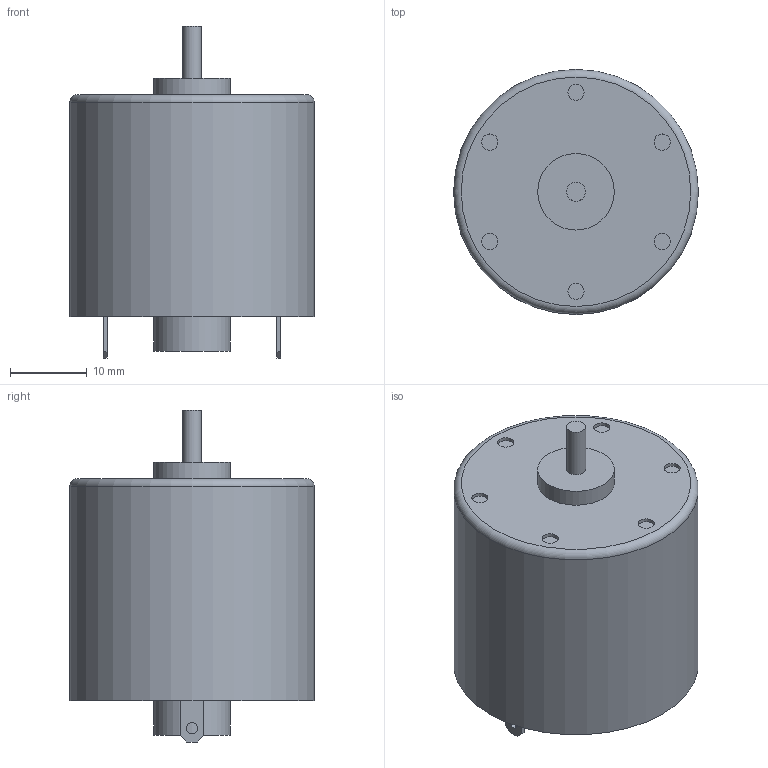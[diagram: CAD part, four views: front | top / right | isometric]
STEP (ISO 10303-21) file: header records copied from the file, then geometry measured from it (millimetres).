
FILE_DESCRIPTION( ( 'Unknown' ), '1' );
FILE_NAME( 'GR.stp', 'Unknown', ( 'Unknown' ), ( 'Unknown' ), 'PSStep 17.0.49', 'Unknown', ' ' );
FILE_SCHEMA( ( 'AUTOMOTIVE_DESIGN { 1 0 10303 214 1 1 1 1 }' ) );
Length unit declared in the file: millimetre
Products named in the file (1): 1
Bounding box: 32 x 32 x 43.4 mm (x, y, z)
Volume: 23865.8 mm3; surface area: 4831.9 mm2
Topology: 1 solids, 1 shells, 38 faces, 76 edges, 51 vertices
Faces by surface type: plane 25, cylinder 12, torus 1
Full cylindrical faces by diameter (mm): 1.5 x2, 2.113 x6, 2.5 x1, 10 x2, 32 x1
Entity records: 1238 total; most frequent: DIRECTION 164, CARTESIAN_POINT 149, ORIENTED_EDGE 122, EDGE_LOOP 66, AXIS2_PLACEMENT_3D 64, EDGE_CURVE 61, FACE_OUTER_BOUND 51, VERTEX_POINT 49
